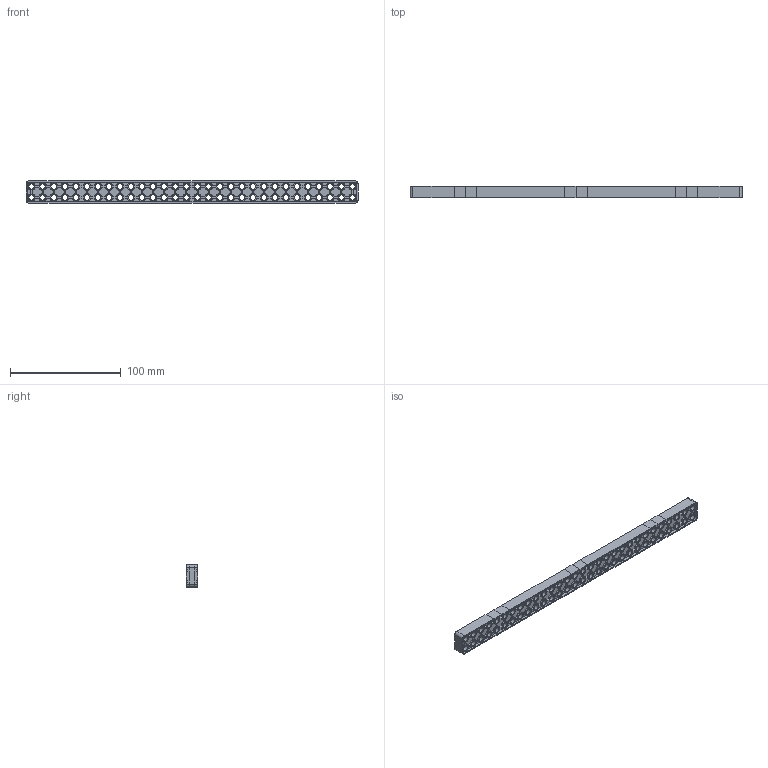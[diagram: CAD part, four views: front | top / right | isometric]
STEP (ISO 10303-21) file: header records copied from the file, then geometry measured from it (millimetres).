
FILE_DESCRIPTION(/* description */ ('Unknown'),/* implementation_level */ '2;1');
FILE_NAME(/* name */ '2x30',/* time_stamp */ '2018-06-25T19:18:55+02:00',/* author */ ('Unknown'),/* organization */ ('Unknown'),/* preprocessor_version */ 'ST-DEVELOPER v16.7',/* originating_system */ 'DEX',/* authorisation */ $);
FILE_SCHEMA (('AUTOMOTIVE_DESIGN {1 0 10303 214 3 1 1}'));
Length unit declared in the file: millimetre
Products named in the file (1): 2x30
Bounding box: 300 x 10 x 20.01 mm (x, y, z)
Volume: 33202.9 mm3; surface area: 31668.4 mm2
Topology: 1 solids, 1 shells, 1464 faces, 4206 edges, 2804 vertices
Faces by surface type: plane 912, cylinder 552
Full cylindrical faces by diameter (mm): 5 x60
Entity records: 47964 total; most frequent: CARTESIAN_POINT 8415, ORIENTED_EDGE 8292, DIRECTION 8180, EDGE_CURVE 4146, LINE 3042, VECTOR 3042, VERTEX_POINT 2804, AXIS2_PLACEMENT_3D 2569
